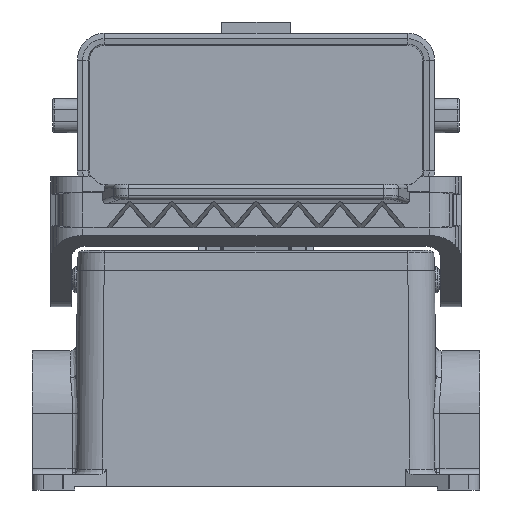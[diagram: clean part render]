
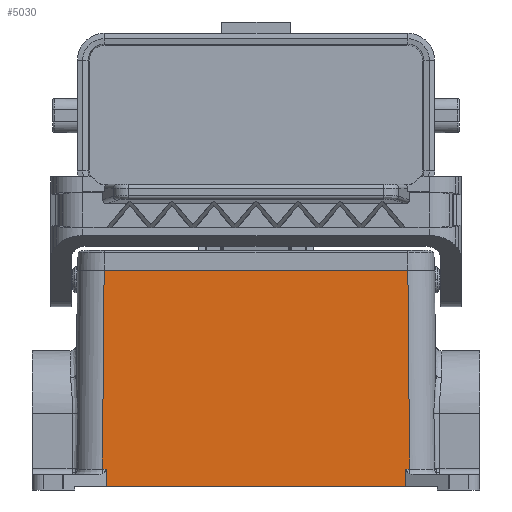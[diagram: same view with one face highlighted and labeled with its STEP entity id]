
A CAD part, front view. The second image highlights one B-rep face of the part: STEP entity #5030.
In plain terms, the highlighted face is planar.
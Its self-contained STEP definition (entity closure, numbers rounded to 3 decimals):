
#110=CARTESIAN_POINT('',(-21.954,40.204,
5.487));
#120=VERTEX_POINT('',#110);
#170=CARTESIAN_POINT('',(-21.954,40.204,
5.487));
#180=DIRECTION('',(0.,-1.,0.));
#190=VECTOR('',#180,1.);
#200=LINE('',#170,#190);
#210=CARTESIAN_POINT('',(-21.954,39.162,
5.487));
#220=VERTEX_POINT('',#210);
#230=EDGE_CURVE('',#120,#220,#200,.T.);
#4410=CARTESIAN_POINT('',(-21.5,0.,57.5));
#4420=DIRECTION('',(-1.,0.,0.009));
#4430=DIRECTION('',(0.,1.,0.));
#4440=AXIS2_PLACEMENT_3D('',#4410,#4420,#4430);
#4450=PLANE('',#4440);
#4460=CARTESIAN_POINT('',(-22.001,-40.252,
0.061));
#4470=DIRECTION('',(0.009,0.009,
1.));
#4480=VECTOR('',#4470,1.);
#4490=LINE('',#4460,#4480);
#4500=CARTESIAN_POINT('',(-21.954,-40.204,
5.487));
#4510=VERTEX_POINT('',#4500);
#4520=CARTESIAN_POINT('',(-21.5,-39.75,57.5));
#4530=VERTEX_POINT('',#4520);
#4540=EDGE_CURVE('',#4510,#4530,#4490,.T.);
#4550=ORIENTED_EDGE('',*,*,#4540,.T.);
#4560=CARTESIAN_POINT('',(-21.954,-40.204,
5.487));
#4570=DIRECTION('',(0.,1.,0.));
#4580=VECTOR('',#4570,1.);
#4590=LINE('',#4560,#4580);
#4600=CARTESIAN_POINT('',(-21.954,-39.162,
5.487));
#4610=VERTEX_POINT('',#4600);
#4620=EDGE_CURVE('',#4510,#4610,#4590,.T.);
#4630=ORIENTED_EDGE('',*,*,#4620,.F.);
#4640=CARTESIAN_POINT('',(-22.002,-39.245,0.));
#4650=DIRECTION('',(-0.009,-0.015,
-1.));
#4660=VECTOR('',#4650,1.);
#4670=LINE('',#4640,#4660);
#4680=CARTESIAN_POINT('',(-21.993,-39.23,1.));
#4690=VERTEX_POINT('',#4680);
#4700=EDGE_CURVE('',#4610,#4690,#4670,.T.);
#4710=ORIENTED_EDGE('',*,*,#4700,.F.);
#4720=CARTESIAN_POINT('',(-21.993,0.,1.));
#4730=DIRECTION('',(0.,-1.,0.));
#4740=VECTOR('',#4730,1.);
#4750=LINE('',#4720,#4740);
#4760=CARTESIAN_POINT('',(-21.993,39.23,1.));
#4770=VERTEX_POINT('',#4760);
#4780=EDGE_CURVE('',#4770,#4690,#4750,.T.);
#4790=ORIENTED_EDGE('',*,*,#4780,.T.);
#4800=CARTESIAN_POINT('',(-22.002,39.245,0.));
#4810=DIRECTION('',(-0.009,0.015,
-1.));
#4820=VECTOR('',#4810,1.);
#4830=LINE('',#4800,#4820);
#4840=EDGE_CURVE('',#220,#4770,#4830,.T.);
#4850=ORIENTED_EDGE('',*,*,#4840,.T.);
#4860=ORIENTED_EDGE('',*,*,#230,.T.);
#4870=CARTESIAN_POINT('',(-22.001,40.252,
0.061));
#4880=DIRECTION('',(0.009,-0.009,
1.));
#4890=VECTOR('',#4880,1.);
#4900=LINE('',#4870,#4890);
#4910=CARTESIAN_POINT('',(-21.5,39.75,57.5));
#4920=VERTEX_POINT('',#4910);
#4930=EDGE_CURVE('',#120,#4920,#4900,.T.);
#4940=ORIENTED_EDGE('',*,*,#4930,.F.);
#4950=CARTESIAN_POINT('',(-21.5,0.,57.5));
#4960=DIRECTION('',(0.,1.,0.));
#4970=VECTOR('',#4960,1.);
#4980=LINE('',#4950,#4970);
#4990=EDGE_CURVE('',#4530,#4920,#4980,.T.);
#5000=ORIENTED_EDGE('',*,*,#4990,.T.);
#5010=EDGE_LOOP('',(#5000,#4940,#4860,#4850,#4790,#4710,#4630,#4550));
#5020=FACE_OUTER_BOUND('',#5010,.T.);
#5030=ADVANCED_FACE('',(#5020),#4450,.T.);
